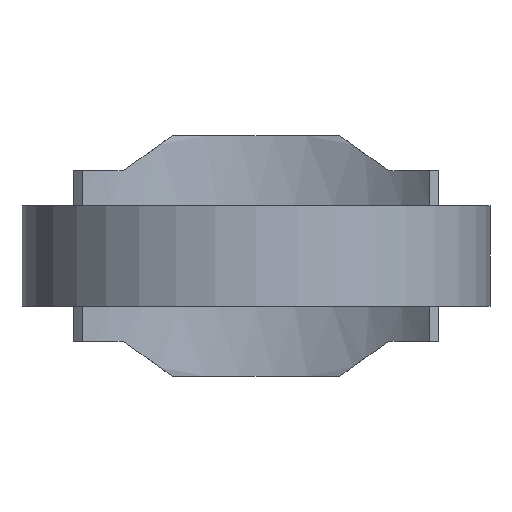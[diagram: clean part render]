
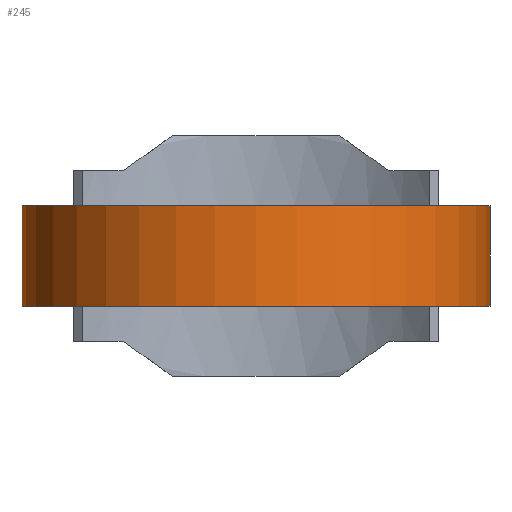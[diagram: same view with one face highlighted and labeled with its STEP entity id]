
A CAD part, front view. The second image highlights one B-rep face of the part: STEP entity #245.
In plain terms, the highlighted cylindrical face has radius 140 mm (diameter 280 mm), a partial arc.
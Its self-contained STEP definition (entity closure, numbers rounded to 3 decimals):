
#197 = VERTEX_POINT( '', #522 );
#211 = EDGE_CURVE( '', #411, #357, #540, .T. );
#245 = ADVANCED_FACE( '', ( #575 ), #576, .T. );
#327 = EDGE_CURVE( '', #357, #197, #666, .T. );
#333 = EDGE_CURVE( '', #411, #421, #672, .T. );
#357 = VERTEX_POINT( '', #700 );
#411 = VERTEX_POINT( '', #763 );
#421 = VERTEX_POINT( '', #774 );
#469 = EDGE_CURVE( '', #197, #421, #826, .T. );
#522 = CARTESIAN_POINT( '', ( 140., 0., 30. ) );
#540 = LINE( '', #897, #898 );
#575 = FACE_OUTER_BOUND( '', #1009, .T. );
#576 = CYLINDRICAL_SURFACE( '', #1010, 140. );
#666 = CIRCLE( '', #1192, 140. );
#672 = CIRCLE( '', #1202, 140. );
#700 = CARTESIAN_POINT( '', ( -140., 0., 30. ) );
#763 = CARTESIAN_POINT( '', ( -140., 0., -30. ) );
#774 = CARTESIAN_POINT( '', ( 140., 0., -30. ) );
#826 = LINE( '', #1469, #1470 );
#897 = CARTESIAN_POINT( '', ( -140., 0., 30. ) );
#898 = VECTOR( '', #1544, 1. );
#1009 = EDGE_LOOP( '', ( #1579, #1580, #1581, #1582 ) );
#1010 = AXIS2_PLACEMENT_3D( '', #1583, #1584, #1585 );
#1192 = AXIS2_PLACEMENT_3D( '', #1685, #1686, #1687 );
#1202 = AXIS2_PLACEMENT_3D( '', #1692, #1693, #1694 );
#1469 = CARTESIAN_POINT( '', ( 140., 0., 30. ) );
#1470 = VECTOR( '', #1894, 1. );
#1544 = DIRECTION( '', ( 0., 0., 1. ) );
#1579 = ORIENTED_EDGE( '', *, *, #469, .F. );
#1580 = ORIENTED_EDGE( '', *, *, #327, .F. );
#1581 = ORIENTED_EDGE( '', *, *, #211, .F. );
#1582 = ORIENTED_EDGE( '', *, *, #333, .T. );
#1583 = CARTESIAN_POINT( '', ( 0., 0., 30. ) );
#1584 = DIRECTION( '', ( 0., 0., 1. ) );
#1585 = DIRECTION( '', ( 1., 0., 0. ) );
#1685 = CARTESIAN_POINT( '', ( 0., 0., 30. ) );
#1686 = DIRECTION( '', ( 0., 0., 1. ) );
#1687 = DIRECTION( '', ( 1., 0., 0. ) );
#1692 = CARTESIAN_POINT( '', ( 0., 0., -30. ) );
#1693 = DIRECTION( '', ( 0., 0., 1. ) );
#1694 = DIRECTION( '', ( 1., 0., 0. ) );
#1894 = DIRECTION( '', ( 0., 0., -1. ) );
